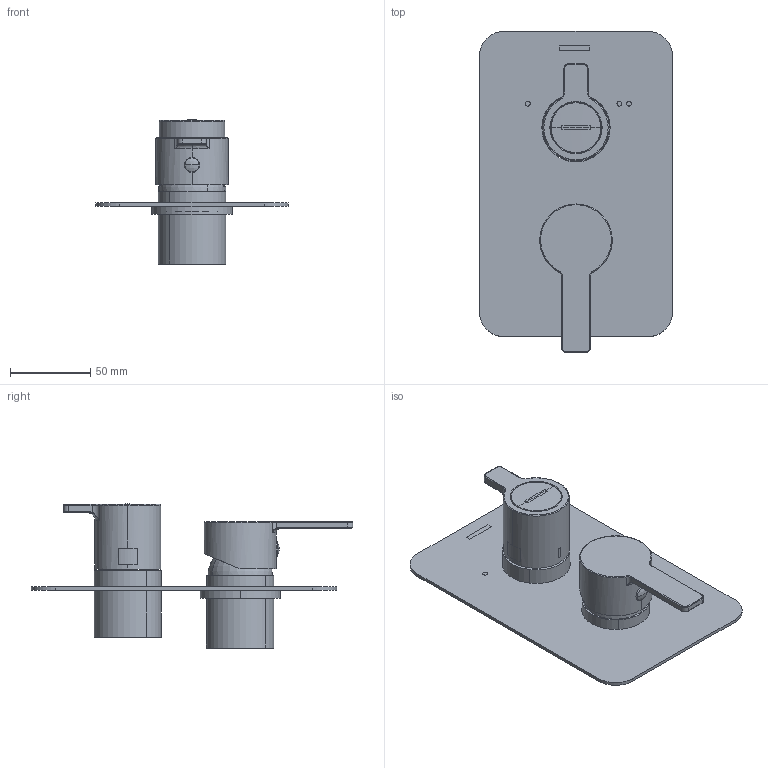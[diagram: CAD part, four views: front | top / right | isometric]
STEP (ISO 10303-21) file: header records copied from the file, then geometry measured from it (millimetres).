
FILE_DESCRIPTION (( 'STEP AP203' ), '1' );
FILE_NAME ('94CP01585.STEP', '2026-03-03T07:31:17', ( '' ), ( '' ), 'SwSTEP 2.0', 'SolidWorks 2025', '' );
FILE_SCHEMA (( 'CONFIG_CONTROL_DESIGN' ));
Length unit declared in the file: millimetre
Products named in the file (1): 94CP01585
Bounding box: 120 x 200 x 89.66 mm (x, y, z)
Volume: 100739.5 mm3; surface area: 101381.1 mm2
Topology: 8 solids, 8 shells, 392 faces, 957 edges, 602 vertices
Faces by surface type: plane 154, cylinder 127, torus 39, cone 36, bspline 26, sphere 10
Entity records: 14200 total; most frequent: CARTESIAN_POINT 5078, ORIENTED_EDGE 1906, DIRECTION 1898, EDGE_CURVE 953, AXIS2_PLACEMENT_3D 734, VERTEX_POINT 602, EDGE_LOOP 433, VECTOR 430
